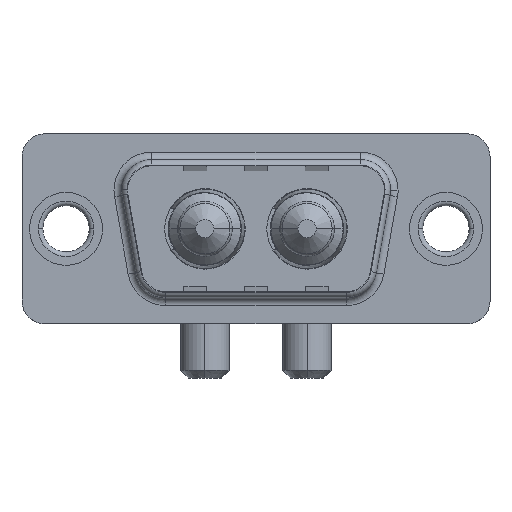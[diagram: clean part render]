
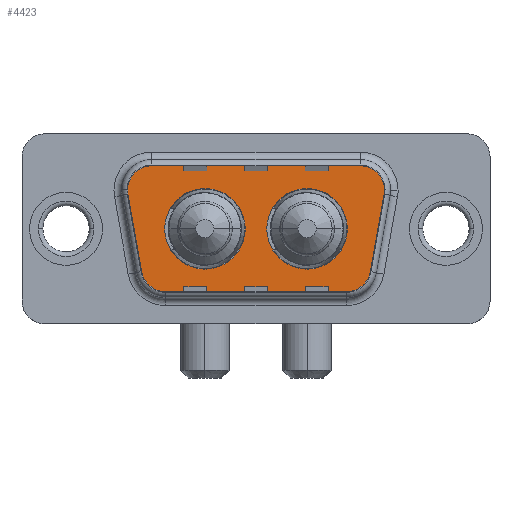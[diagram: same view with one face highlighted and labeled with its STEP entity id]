
A CAD part, top view. The second image highlights one B-rep face of the part: STEP entity #4423.
In plain terms, the highlighted planar face has unit normal (0, 0, 1).
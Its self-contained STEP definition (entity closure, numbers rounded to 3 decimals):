
#138 = LINE ( 'NONE', #3139, #9641 ) ;
#220 = AXIS2_PLACEMENT_3D ( 'NONE', #1639, #4583, #1445 ) ;
#242 = ORIENTED_EDGE ( 'NONE', *, *, #7999, .T. ) ;
#337 = EDGE_CURVE ( 'NONE', #4504, #7851, #3067, .T. ) ;
#426 = FACE_BOUND ( 'NONE', #3677, .T. ) ;
#428 = DIRECTION ( 'NONE',  ( 0.174, 0.985, 0. ) ) ;
#577 = CARTESIAN_POINT ( 'NONE',  ( 6.459, -4.9, 0. ) ) ;
#673 = DIRECTION ( 'NONE',  ( -1., 0., 0. ) ) ;
#733 = DIRECTION ( 'NONE',  ( 1., 0., 0. ) ) ;
#738 = VERTEX_POINT ( 'NONE', #8345 ) ;
#855 = CIRCLE ( 'NONE', #1795, 2. ) ;
#996 = AXIS2_PLACEMENT_3D ( 'NONE', #1895, #1230, #9321 ) ;
#1004 = CIRCLE ( 'NONE', #3512, 2. ) ;
#1010 = CIRCLE ( 'NONE', #1169, 2.65 ) ;
#1038 = EDGE_CURVE ( 'NONE', #738, #9287, #1004, .T. ) ;
#1097 = EDGE_CURVE ( 'NONE', #5336, #8211, #5173, .T. ) ;
#1115 = CARTESIAN_POINT ( 'NONE',  ( 18.541, -2.9, 0. ) ) ;
#1169 = AXIS2_PLACEMENT_3D ( 'NONE', #5829, #8856, #8129 ) ;
#1230 = DIRECTION ( 'NONE',  ( 0., 0., 1. ) ) ;
#1251 = EDGE_CURVE ( 'NONE', #3174, #7529, #138, .T. ) ;
#1260 = VECTOR ( 'NONE', #9148, 1000. ) ;
#1402 = CARTESIAN_POINT ( 'NONE',  ( 3.466, 2.553, 0. ) ) ;
#1445 = DIRECTION ( 'NONE',  ( 1., 0., 0. ) ) ;
#1639 = CARTESIAN_POINT ( 'NONE',  ( 5.436, 2.9, 0. ) ) ;
#1783 = DIRECTION ( 'NONE',  ( 1., 0., 0. ) ) ;
#1789 = VECTOR ( 'NONE', #2043, 1000. ) ;
#1795 = AXIS2_PLACEMENT_3D ( 'NONE', #6308, #1919, #3934 ) ;
#1798 = DIRECTION ( 'NONE',  ( 1., 0., 0. ) ) ;
#1895 = CARTESIAN_POINT ( 'NONE',  ( 9.14, 0., 0. ) ) ;
#1919 = DIRECTION ( 'NONE',  ( 0., 0., 1. ) ) ;
#2043 = DIRECTION ( 'NONE',  ( -1., 0., 0. ) ) ;
#2149 = CARTESIAN_POINT ( 'NONE',  ( 19.564, 2.9, 0. ) ) ;
#2395 = CIRCLE ( 'NONE', #996, 2.65 ) ;
#2397 = CIRCLE ( 'NONE', #8408, 2. ) ;
#2426 = CIRCLE ( 'NONE', #3996, 2. ) ;
#2551 = CARTESIAN_POINT ( 'NONE',  ( 18.51, 0., 0. ) ) ;
#2580 = PLANE ( 'NONE',  #4932 ) ;
#2586 = ORIENTED_EDGE ( 'NONE', *, *, #4861, .T. ) ;
#2848 = EDGE_CURVE ( 'NONE', #6759, #738, #2397, .T. ) ;
#2980 = ORIENTED_EDGE ( 'NONE', *, *, #2848, .T. ) ;
#3055 = AXIS2_PLACEMENT_3D ( 'NONE', #5523, #8557, #1783 ) ;
#3067 = LINE ( 'NONE', #5434, #1260 ) ;
#3112 = ORIENTED_EDGE ( 'NONE', *, *, #4028, .F. ) ;
#3139 = CARTESIAN_POINT ( 'NONE',  ( 6.459, -4.9, 0. ) ) ;
#3174 = VERTEX_POINT ( 'NONE', #577 ) ;
#3285 = EDGE_CURVE ( 'NONE', #8211, #5336, #1010, .T. ) ;
#3408 = EDGE_CURVE ( 'NONE', #7857, #4504, #7620, .T. ) ;
#3443 = ORIENTED_EDGE ( 'NONE', *, *, #3285, .F. ) ;
#3512 = AXIS2_PLACEMENT_3D ( 'NONE', #2149, #6496, #8152 ) ;
#3542 = LINE ( 'NONE', #8834, #1789 ) ;
#3677 = EDGE_LOOP ( 'NONE', ( #8088, #3443 ) ) ;
#3692 = CARTESIAN_POINT ( 'NONE',  ( 5.436, 4.9, 0. ) ) ;
#3934 = DIRECTION ( 'NONE',  ( -1., 0., 0. ) ) ;
#3949 = VERTEX_POINT ( 'NONE', #5756 ) ;
#3996 = AXIS2_PLACEMENT_3D ( 'NONE', #5842, #6542, #733 ) ;
#4028 = EDGE_CURVE ( 'NONE', #7356, #3949, #2395, .T. ) ;
#4132 = CARTESIAN_POINT ( 'NONE',  ( 18.541, -4.9, 0. ) ) ;
#4176 = EDGE_CURVE ( 'NONE', #7529, #7987, #2426, .T. ) ;
#4266 = CARTESIAN_POINT ( 'NONE',  ( 19.564, 4.9, 0. ) ) ;
#4313 = CARTESIAN_POINT ( 'NONE',  ( 19.564, 2.9, 0. ) ) ;
#4423 = ADVANCED_FACE ( 'NONE', ( #426, #9360, #8626 ), #2580, .T. ) ;
#4485 = ORIENTED_EDGE ( 'NONE', *, *, #337, .T. ) ;
#4504 = VERTEX_POINT ( 'NONE', #1402 ) ;
#4518 = CARTESIAN_POINT ( 'NONE',  ( 15.86, 0., 0. ) ) ;
#4583 = DIRECTION ( 'NONE',  ( 0., 0., 1. ) ) ;
#4849 = EDGE_LOOP ( 'NONE', ( #7379, #8764, #2980, #6470, #242, #7681, #4485, #2586, #5696 ) ) ;
#4861 = EDGE_CURVE ( 'NONE', #7851, #3174, #855, .T. ) ;
#4932 = AXIS2_PLACEMENT_3D ( 'NONE', #1115, #5680, #1798 ) ;
#4938 = EDGE_CURVE ( 'NONE', #3949, #7356, #8592, .T. ) ;
#4978 = CARTESIAN_POINT ( 'NONE',  ( 20.511, -3.247, 0. ) ) ;
#5173 = CIRCLE ( 'NONE', #8442, 2.65 ) ;
#5336 = VERTEX_POINT ( 'NONE', #2551 ) ;
#5409 = DIRECTION ( 'NONE',  ( 1., 0., 0. ) ) ;
#5421 = CARTESIAN_POINT ( 'NONE',  ( 4.489, -3.247, 0. ) ) ;
#5429 = VECTOR ( 'NONE', #428, 1000. ) ;
#5434 = CARTESIAN_POINT ( 'NONE',  ( 3.466, 2.553, 0. ) ) ;
#5523 = CARTESIAN_POINT ( 'NONE',  ( 9.14, 0., 0. ) ) ;
#5675 = EDGE_LOOP ( 'NONE', ( #6385, #3112 ) ) ;
#5680 = DIRECTION ( 'NONE',  ( 0., 0., 1. ) ) ;
#5696 = ORIENTED_EDGE ( 'NONE', *, *, #1251, .T. ) ;
#5729 = EDGE_CURVE ( 'NONE', #7987, #6759, #9221, .T. ) ;
#5756 = CARTESIAN_POINT ( 'NONE',  ( 11.79, 0., 0. ) ) ;
#5806 = CARTESIAN_POINT ( 'NONE',  ( 21.534, 2.553, 0. ) ) ;
#5829 = CARTESIAN_POINT ( 'NONE',  ( 15.86, 0., 0. ) ) ;
#5842 = CARTESIAN_POINT ( 'NONE',  ( 18.541, -2.9, 0. ) ) ;
#5945 = DIRECTION ( 'NONE',  ( 0., 0., 1. ) ) ;
#6136 = DIRECTION ( 'NONE',  ( 1., 0., 0. ) ) ;
#6181 = CARTESIAN_POINT ( 'NONE',  ( 21.534, 2.553, 0. ) ) ;
#6308 = CARTESIAN_POINT ( 'NONE',  ( 6.459, -2.9, 0. ) ) ;
#6385 = ORIENTED_EDGE ( 'NONE', *, *, #4938, .F. ) ;
#6470 = ORIENTED_EDGE ( 'NONE', *, *, #1038, .T. ) ;
#6496 = DIRECTION ( 'NONE',  ( 0., 0., 1. ) ) ;
#6542 = DIRECTION ( 'NONE',  ( 0., 0., 1. ) ) ;
#6759 = VERTEX_POINT ( 'NONE', #5806 ) ;
#7330 = DIRECTION ( 'NONE',  ( 0., 0., 1. ) ) ;
#7356 = VERTEX_POINT ( 'NONE', #9056 ) ;
#7379 = ORIENTED_EDGE ( 'NONE', *, *, #4176, .T. ) ;
#7529 = VERTEX_POINT ( 'NONE', #4132 ) ;
#7620 = CIRCLE ( 'NONE', #220, 2. ) ;
#7681 = ORIENTED_EDGE ( 'NONE', *, *, #3408, .T. ) ;
#7851 = VERTEX_POINT ( 'NONE', #5421 ) ;
#7857 = VERTEX_POINT ( 'NONE', #3692 ) ;
#7987 = VERTEX_POINT ( 'NONE', #4978 ) ;
#7999 = EDGE_CURVE ( 'NONE', #9287, #7857, #3542, .T. ) ;
#8088 = ORIENTED_EDGE ( 'NONE', *, *, #1097, .F. ) ;
#8129 = DIRECTION ( 'NONE',  ( 1., 0., 0. ) ) ;
#8152 = DIRECTION ( 'NONE',  ( -1., 0., 0. ) ) ;
#8187 = CARTESIAN_POINT ( 'NONE',  ( 13.21, 0., 0. ) ) ;
#8211 = VERTEX_POINT ( 'NONE', #8187 ) ;
#8345 = CARTESIAN_POINT ( 'NONE',  ( 21.564, 2.9, 0. ) ) ;
#8408 = AXIS2_PLACEMENT_3D ( 'NONE', #4313, #7330, #673 ) ;
#8442 = AXIS2_PLACEMENT_3D ( 'NONE', #4518, #5945, #5409 ) ;
#8557 = DIRECTION ( 'NONE',  ( 0., 0., 1. ) ) ;
#8592 = CIRCLE ( 'NONE', #3055, 2.65 ) ;
#8626 = FACE_OUTER_BOUND ( 'NONE', #4849, .T. ) ;
#8764 = ORIENTED_EDGE ( 'NONE', *, *, #5729, .T. ) ;
#8834 = CARTESIAN_POINT ( 'NONE',  ( 5.436, 4.9, 0. ) ) ;
#8856 = DIRECTION ( 'NONE',  ( 0., 0., 1. ) ) ;
#9056 = CARTESIAN_POINT ( 'NONE',  ( 6.49, 0., 0. ) ) ;
#9148 = DIRECTION ( 'NONE',  ( 0.174, -0.985, 0. ) ) ;
#9221 = LINE ( 'NONE', #6181, #5429 ) ;
#9287 = VERTEX_POINT ( 'NONE', #4266 ) ;
#9321 = DIRECTION ( 'NONE',  ( 1., 0., 0. ) ) ;
#9360 = FACE_BOUND ( 'NONE', #5675, .T. ) ;
#9641 = VECTOR ( 'NONE', #6136, 1000. ) ;
